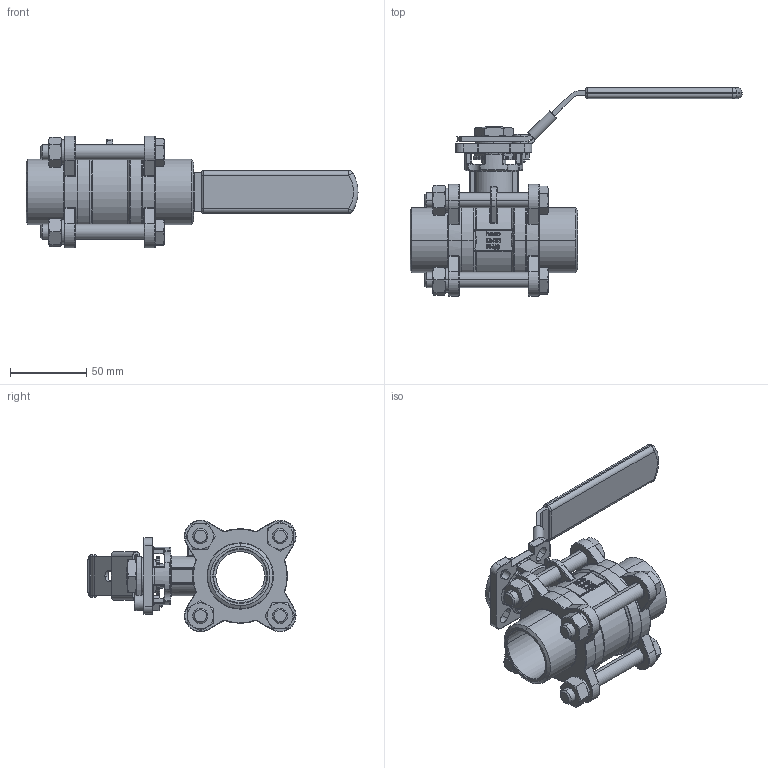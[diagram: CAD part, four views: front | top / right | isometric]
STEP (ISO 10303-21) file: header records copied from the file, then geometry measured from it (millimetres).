
FILE_DESCRIPTION (( 'STEP AP214' ), '1' );
FILE_NAME ('K3-114-0SS-4 Kugelhahn 1801.STEP', '2018-01-03T09:50:08', ( '' ), ( '' ), 'SwSTEP 2.0', 'SolidWorks 2016', '' );
FILE_SCHEMA (( 'AUTOMOTIVE_DESIGN' ));
Length unit declared in the file: millimetre
Products named in the file (1): K3-114-0SS-4 Kugelhahn 1801
Bounding box: 218 x 136.66 x 73.33 mm (x, y, z)
Volume: 260335.3 mm3; surface area: 80368.5 mm2
Topology: 1 solids, 1 shells, 1668 faces, 4094 edges, 2434 vertices
Faces by surface type: plane 473, cylinder 399, bspline 345, torus 258, cone 147, sphere 46
Entity records: 67577 total; most frequent: CARTESIAN_POINT 26440, ORIENTED_EDGE 8072, DIRECTION 7217, EDGE_CURVE 4036, AXIS2_PLACEMENT_3D 2788, VERTEX_POINT 2434, EDGE_LOOP 1768, ADVANCED_FACE 1668
